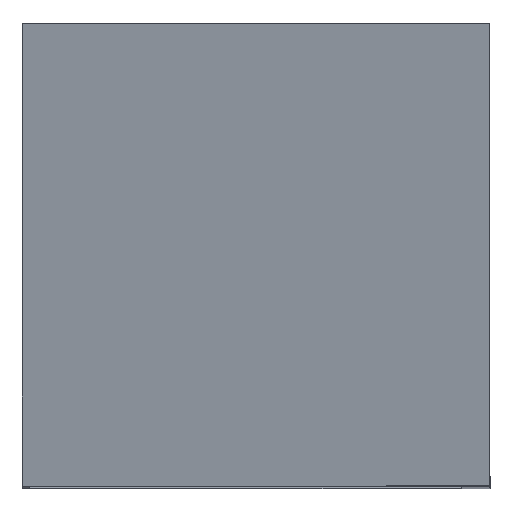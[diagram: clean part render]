
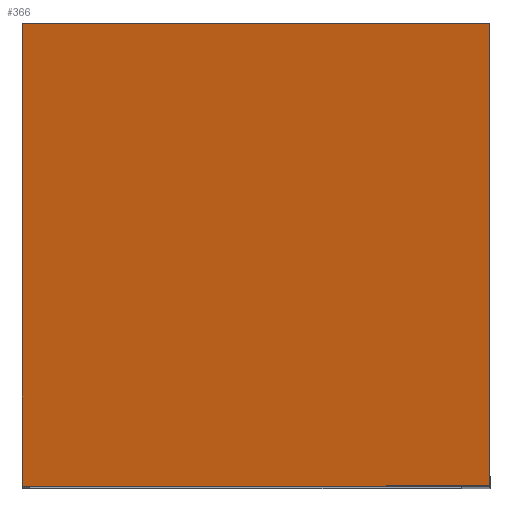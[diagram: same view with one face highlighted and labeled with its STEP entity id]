
A CAD part, top view. The second image highlights one B-rep face of the part: STEP entity #366.
In plain terms, the highlighted planar face has unit normal (-0.259, 0, 0.966).
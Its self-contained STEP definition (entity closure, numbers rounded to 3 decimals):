
#21=FACE_OUTER_BOUND('',#39,.T.);
#39=EDGE_LOOP('',(#270,#271,#272,#273,#274,#275));
#71=LINE('',#551,#119);
#80=LINE('',#568,#128);
#85=LINE('',#578,#133);
#87=LINE('',#582,#135);
#88=LINE('',#583,#136);
#89=LINE('',#584,#137);
#119=VECTOR('',#449,10.);
#128=VECTOR('',#462,10.);
#133=VECTOR('',#469,10.);
#135=VECTOR('',#473,10.);
#136=VECTOR('',#474,10.);
#137=VECTOR('',#475,10.);
#165=VERTEX_POINT('',#548);
#166=VERTEX_POINT('',#550);
#172=VERTEX_POINT('',#567);
#175=VERTEX_POINT('',#575);
#176=VERTEX_POINT('',#577);
#177=VERTEX_POINT('',#581);
#199=EDGE_CURVE('',#166,#165,#71,.T.);
#208=EDGE_CURVE('',#172,#166,#80,.T.);
#213=EDGE_CURVE('',#175,#176,#85,.T.);
#215=EDGE_CURVE('',#177,#165,#87,.T.);
#216=EDGE_CURVE('',#176,#177,#88,.T.);
#217=EDGE_CURVE('',#175,#172,#89,.T.);
#270=ORIENTED_EDGE('',*,*,#199,.T.);
#271=ORIENTED_EDGE('',*,*,#215,.F.);
#272=ORIENTED_EDGE('',*,*,#216,.F.);
#273=ORIENTED_EDGE('',*,*,#213,.F.);
#274=ORIENTED_EDGE('',*,*,#217,.T.);
#275=ORIENTED_EDGE('',*,*,#208,.T.);
#329=PLANE('',#407);
#366=ADVANCED_FACE('',(#21),#329,.F.);
#407=AXIS2_PLACEMENT_3D('',#580,#471,#472);
#449=DIRECTION('',(-0.966,0.,-0.259));
#462=DIRECTION('',(0.,1.,0.));
#469=DIRECTION('',(-0.966,0.,-0.259));
#471=DIRECTION('center_axis',(0.259,0.,-0.966));
#472=DIRECTION('ref_axis',(-0.966,0.,-0.259));
#473=DIRECTION('',(0.966,0.,0.259));
#474=DIRECTION('',(0.,1.,0.));
#475=DIRECTION('',(0.966,0.,0.259));
#548=CARTESIAN_POINT('',(-5.044,41.,-0.057));
#550=CARTESIAN_POINT('',(1.25,41.,1.629));
#551=CARTESIAN_POINT('',(31.468,41.,9.726));
#567=CARTESIAN_POINT('',(1.25,0.,1.629));
#568=CARTESIAN_POINT('',(1.25,20.5,1.629));
#575=CARTESIAN_POINT('',(-5.044,0.,-0.057));
#577=CARTESIAN_POINT('',(-40.204,0.,-9.478));
#578=CARTESIAN_POINT('',(-5.044,0.,-0.057));
#580=CARTESIAN_POINT('Origin',(67.98,20.5,19.509));
#581=CARTESIAN_POINT('',(-40.204,41.,-9.478));
#582=CARTESIAN_POINT('',(176.164,41.,48.497));
#583=CARTESIAN_POINT('',(-40.204,0.,-9.478));
#584=CARTESIAN_POINT('',(31.468,0.,9.726));
